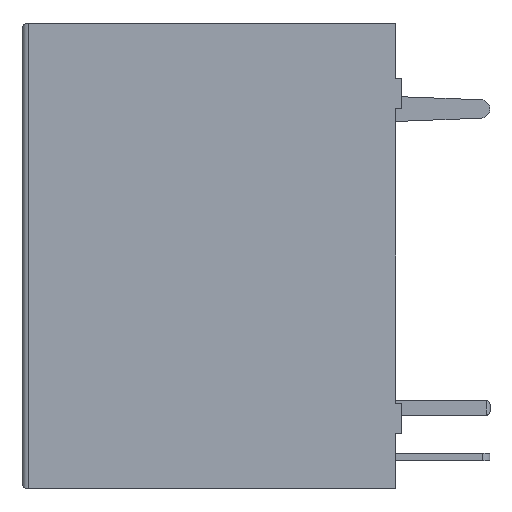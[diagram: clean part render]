
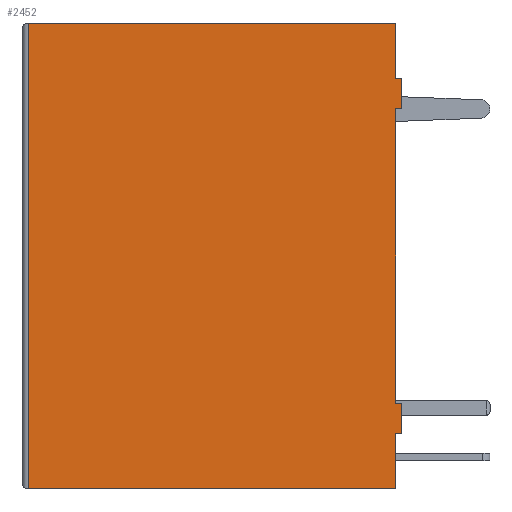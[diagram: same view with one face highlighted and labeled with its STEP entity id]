
A CAD part, left-side view. The second image highlights one B-rep face of the part: STEP entity #2452.
In plain terms, the highlighted face is planar.
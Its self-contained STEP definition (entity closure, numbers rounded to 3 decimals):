
#390=FACE_OUTER_BOUND('',#529,.T.);
#529=EDGE_LOOP('',(#1839,#1840,#1841,#1842,#1843,#1844,#1845,#1846,#1847,
#1848,#1849,#1850));
#716=LINE('',#3866,#947);
#720=LINE('',#3875,#951);
#723=LINE('',#3881,#954);
#724=LINE('',#3883,#955);
#725=LINE('',#3885,#956);
#726=LINE('',#3887,#957);
#727=LINE('',#3889,#958);
#728=LINE('',#3891,#959);
#729=LINE('',#3893,#960);
#730=LINE('',#3895,#961);
#731=LINE('',#3897,#962);
#732=LINE('',#3898,#963);
#947=VECTOR('',#3134,10.);
#951=VECTOR('',#3144,10.);
#954=VECTOR('',#3149,10.);
#955=VECTOR('',#3150,10.);
#956=VECTOR('',#3151,10.);
#957=VECTOR('',#3152,10.);
#958=VECTOR('',#3153,10.);
#959=VECTOR('',#3154,10.);
#960=VECTOR('',#3155,10.);
#961=VECTOR('',#3156,10.);
#962=VECTOR('',#3157,10.);
#963=VECTOR('',#3158,10.);
#1164=VERTEX_POINT('',#3859);
#1166=VERTEX_POINT('',#3865);
#1168=VERTEX_POINT('',#3874);
#1170=VERTEX_POINT('',#3880);
#1171=VERTEX_POINT('',#3882);
#1172=VERTEX_POINT('',#3884);
#1173=VERTEX_POINT('',#3886);
#1174=VERTEX_POINT('',#3888);
#1175=VERTEX_POINT('',#3890);
#1176=VERTEX_POINT('',#3892);
#1177=VERTEX_POINT('',#3894);
#1178=VERTEX_POINT('',#3896);
#1419=EDGE_CURVE('',#1166,#1164,#716,.T.);
#1424=EDGE_CURVE('',#1168,#1164,#720,.T.);
#1427=EDGE_CURVE('',#1170,#1166,#723,.T.);
#1428=EDGE_CURVE('',#1170,#1171,#724,.T.);
#1429=EDGE_CURVE('',#1171,#1172,#725,.T.);
#1430=EDGE_CURVE('',#1172,#1173,#726,.T.);
#1431=EDGE_CURVE('',#1173,#1174,#727,.T.);
#1432=EDGE_CURVE('',#1174,#1175,#728,.T.);
#1433=EDGE_CURVE('',#1175,#1176,#729,.T.);
#1434=EDGE_CURVE('',#1176,#1177,#730,.T.);
#1435=EDGE_CURVE('',#1177,#1178,#731,.T.);
#1436=EDGE_CURVE('',#1178,#1168,#732,.T.);
#1839=ORIENTED_EDGE('',*,*,#1419,.F.);
#1840=ORIENTED_EDGE('',*,*,#1427,.F.);
#1841=ORIENTED_EDGE('',*,*,#1428,.T.);
#1842=ORIENTED_EDGE('',*,*,#1429,.T.);
#1843=ORIENTED_EDGE('',*,*,#1430,.T.);
#1844=ORIENTED_EDGE('',*,*,#1431,.T.);
#1845=ORIENTED_EDGE('',*,*,#1432,.T.);
#1846=ORIENTED_EDGE('',*,*,#1433,.T.);
#1847=ORIENTED_EDGE('',*,*,#1434,.T.);
#1848=ORIENTED_EDGE('',*,*,#1435,.T.);
#1849=ORIENTED_EDGE('',*,*,#1436,.T.);
#1850=ORIENTED_EDGE('',*,*,#1424,.T.);
#2357=PLANE('',#2727);
#2452=ADVANCED_FACE('',(#390),#2357,.T.);
#2727=AXIS2_PLACEMENT_3D('',#3879,#3147,#3148);
#3134=DIRECTION('',(0.,0.,-1.));
#3144=DIRECTION('',(0.,1.,0.));
#3147=DIRECTION('center_axis',(1.,0.,0.));
#3148=DIRECTION('ref_axis',(0.,0.,-1.));
#3149=DIRECTION('',(0.,1.,0.));
#3150=DIRECTION('',(0.,0.,-1.));
#3151=DIRECTION('',(0.,-1.,0.));
#3152=DIRECTION('',(0.,0.,-1.));
#3153=DIRECTION('',(0.,1.,0.));
#3154=DIRECTION('',(0.,0.,-1.));
#3155=DIRECTION('',(0.,-1.,0.));
#3156=DIRECTION('',(0.,0.,-1.));
#3157=DIRECTION('',(0.,1.,0.));
#3158=DIRECTION('',(0.,0.,-1.));
#3859=CARTESIAN_POINT('',(7.7,15.25,-9.5));
#3865=CARTESIAN_POINT('',(7.7,15.25,9.5));
#3866=CARTESIAN_POINT('',(7.7,15.25,4.75));
#3874=CARTESIAN_POINT('',(7.7,0.25,-9.5));
#3875=CARTESIAN_POINT('',(7.7,0.,-9.5));
#3879=CARTESIAN_POINT('Origin',(7.7,0.,9.5));
#3880=CARTESIAN_POINT('',(7.7,0.25,9.5));
#3881=CARTESIAN_POINT('',(7.7,0.,9.5));
#3882=CARTESIAN_POINT('',(7.7,0.25,7.25));
#3883=CARTESIAN_POINT('',(7.7,0.25,9.5));
#3884=CARTESIAN_POINT('',(7.7,0.,7.25));
#3885=CARTESIAN_POINT('',(7.7,0.125,7.25));
#3886=CARTESIAN_POINT('',(7.7,0.,6.));
#3887=CARTESIAN_POINT('',(7.7,0.,9.5));
#3888=CARTESIAN_POINT('',(7.7,0.25,6.));
#3889=CARTESIAN_POINT('',(7.7,0.,6.));
#3890=CARTESIAN_POINT('',(7.7,0.25,-6.));
#3891=CARTESIAN_POINT('',(7.7,0.25,7.75));
#3892=CARTESIAN_POINT('',(7.7,0.,-6.));
#3893=CARTESIAN_POINT('',(7.7,0.125,-6.));
#3894=CARTESIAN_POINT('',(7.7,0.,-7.25));
#3895=CARTESIAN_POINT('',(7.7,0.,9.5));
#3896=CARTESIAN_POINT('',(7.7,0.25,-7.25));
#3897=CARTESIAN_POINT('',(7.7,0.,-7.25));
#3898=CARTESIAN_POINT('',(7.7,0.25,1.125));
